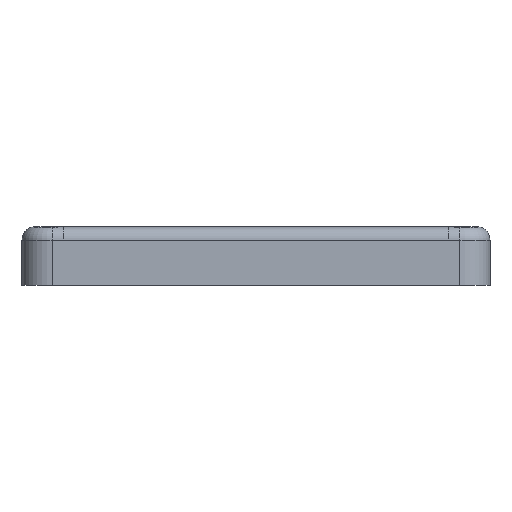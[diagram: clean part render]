
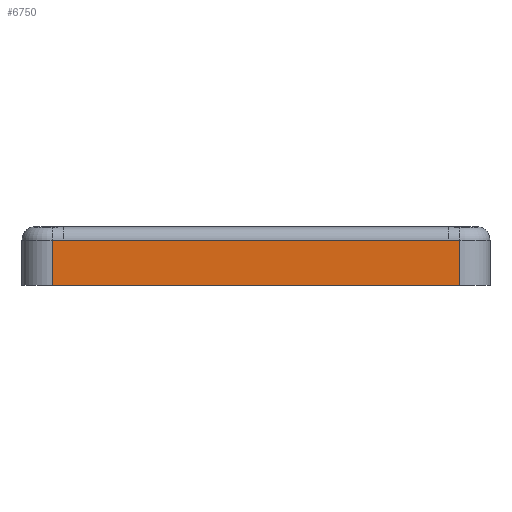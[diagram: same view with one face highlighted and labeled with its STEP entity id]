
A CAD part, left-side view. The second image highlights one B-rep face of the part: STEP entity #6750.
In plain terms, the highlighted planar face has unit normal (-1, 0, 0).
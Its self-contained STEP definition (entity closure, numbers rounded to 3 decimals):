
#476=PLANE('',#7131);
#781=FACE_OUTER_BOUND('',#1178,.T.);
#1178=EDGE_LOOP('',(#5888,#5889,#5890,#5891,#5892,#5893));
#1834=LINE('',#11588,#2510);
#1835=LINE('',#11600,#2511);
#1836=LINE('',#11610,#2512);
#1846=LINE('',#11710,#2522);
#1848=LINE('',#11716,#2524);
#1849=LINE('',#11717,#2525);
#2510=VECTOR('',#8279,10.);
#2511=VECTOR('',#8286,10.);
#2512=VECTOR('',#8289,10.);
#2522=VECTOR('',#8369,10.);
#2524=VECTOR('',#8375,10.);
#2525=VECTOR('',#8376,10.);
#3324=VERTEX_POINT('',#11585);
#3325=VERTEX_POINT('',#11587);
#3327=VERTEX_POINT('',#11598);
#3329=VERTEX_POINT('',#11609);
#3348=VERTEX_POINT('',#11709);
#3350=VERTEX_POINT('',#11715);
#4197=EDGE_CURVE('',#3324,#3325,#1834,.T.);
#4201=EDGE_CURVE('',#3327,#3324,#1835,.T.);
#4203=EDGE_CURVE('',#3325,#3329,#1836,.T.);
#4240=EDGE_CURVE('',#3348,#3329,#1846,.T.);
#4243=EDGE_CURVE('',#3350,#3327,#1848,.T.);
#4244=EDGE_CURVE('',#3348,#3350,#1849,.T.);
#5888=ORIENTED_EDGE('',*,*,#4203,.F.);
#5889=ORIENTED_EDGE('',*,*,#4197,.F.);
#5890=ORIENTED_EDGE('',*,*,#4201,.F.);
#5891=ORIENTED_EDGE('',*,*,#4243,.F.);
#5892=ORIENTED_EDGE('',*,*,#4244,.F.);
#5893=ORIENTED_EDGE('',*,*,#4240,.T.);
#6750=ADVANCED_FACE('',(#781),#476,.T.);
#7131=AXIS2_PLACEMENT_3D('',#11714,#8373,#8374);
#8279=DIRECTION('',(0.,-1.,0.));
#8286=DIRECTION('',(0.,-1.,0.));
#8289=DIRECTION('',(0.,-1.,0.));
#8369=DIRECTION('',(0.,0.,1.));
#8373=DIRECTION('center_axis',(-1.,0.,0.));
#8374=DIRECTION('ref_axis',(0.,-1.,0.));
#8375=DIRECTION('',(0.,0.,1.));
#8376=DIRECTION('',(0.,1.,0.));
#11585=CARTESIAN_POINT('',(-50.,28.842,30.));
#11587=CARTESIAN_POINT('',(-50.,-28.842,30.));
#11588=CARTESIAN_POINT('',(-50.,15.25,30.));
#11598=CARTESIAN_POINT('',(-50.,30.5,30.));
#11600=CARTESIAN_POINT('',(-50.,15.25,30.));
#11609=CARTESIAN_POINT('',(-50.,-30.5,30.));
#11610=CARTESIAN_POINT('',(-50.,15.25,30.));
#11709=CARTESIAN_POINT('',(-50.,-30.5,23.25));
#11710=CARTESIAN_POINT('',(-50.,-30.5,24.));
#11714=CARTESIAN_POINT('Origin',(-50.,30.5,24.));
#11715=CARTESIAN_POINT('',(-50.,30.5,23.25));
#11716=CARTESIAN_POINT('',(-50.,30.5,24.));
#11717=CARTESIAN_POINT('',(-50.,30.5,23.25));
